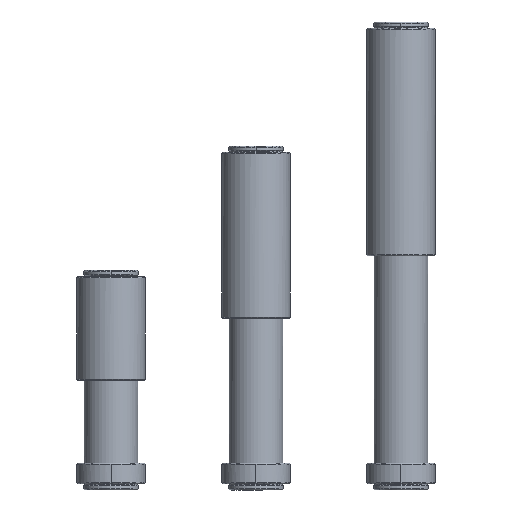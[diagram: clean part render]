
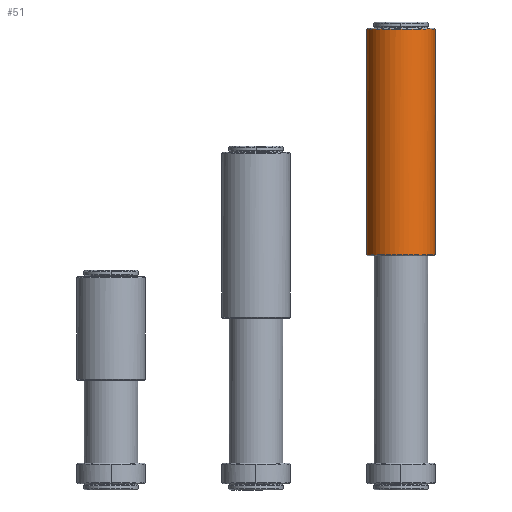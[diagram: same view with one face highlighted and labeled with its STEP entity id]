
A CAD part, left-side view. The second image highlights one B-rep face of the part: STEP entity #51.
In plain terms, the highlighted cylindrical face has radius 16.5 mm (diameter 33 mm), a partial arc.
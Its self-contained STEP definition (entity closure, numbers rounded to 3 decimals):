
#51=ADVANCED_FACE('',(#1905),#31434,.T.);
#1905=FACE_OUTER_BOUND('',#3759,.T.);
#3759=EDGE_LOOP('',(#5653,#5654,#5655,#5656,#5657));
#5653=ORIENTED_EDGE('',*,*,#19206,.T.);
#5654=ORIENTED_EDGE('',*,*,#16701,.T.);
#5655=ORIENTED_EDGE('',*,*,#19214,.T.);
#5656=ORIENTED_EDGE('',*,*,#16702,.F.);
#5657=ORIENTED_EDGE('',*,*,#16700,.T.);
#16700=EDGE_CURVE('',#27751,#27741,#25795,.T.);
#16701=EDGE_CURVE('',#27753,#29433,#25796,.T.);
#16702=EDGE_CURVE('',#27751,#27752,#22222,.T.);
#19206=EDGE_CURVE('',#27741,#27753,#23862,.T.);
#19214=EDGE_CURVE('',#29433,#27752,#26661,.T.);
#22222=B_SPLINE_CURVE_WITH_KNOTS('',1,(#39687,#39688),.UNSPECIFIED.,.F.,
 .F.,(2,2),(11.02,120.02),.UNSPECIFIED.);
#23862=B_SPLINE_CURVE_WITH_KNOTS('',1,(#45946,#45947),.UNSPECIFIED.,.F.,
 .F.,(2,2),(11.02,120.02),.UNSPECIFIED.);
#25795=(
BOUNDED_CURVE()
B_SPLINE_CURVE(2,(#39679,#39680,#39681,#39682,#39683),.UNSPECIFIED.,.F.,
 .F.)
B_SPLINE_CURVE_WITH_KNOTS((3,2,3),(0.,25.918,51.836),
 .UNSPECIFIED.)
CURVE()
GEOMETRIC_REPRESENTATION_ITEM()
RATIONAL_B_SPLINE_CURVE((1.,0.707,1.,0.707,1.))
REPRESENTATION_ITEM('')
);
#25796=(
BOUNDED_CURVE()
B_SPLINE_CURVE(2,(#39684,#39685,#39686),.UNSPECIFIED.,.F.,.F.)
B_SPLINE_CURVE_WITH_KNOTS((3,3),(0.,25.918),.UNSPECIFIED.)
CURVE()
GEOMETRIC_REPRESENTATION_ITEM()
RATIONAL_B_SPLINE_CURVE((1.,0.707,1.))
REPRESENTATION_ITEM('')
);
#26661=(
BOUNDED_CURVE()
B_SPLINE_CURVE(2,(#45991,#45992,#45993),.UNSPECIFIED.,.F.,.F.)
B_SPLINE_CURVE_WITH_KNOTS((3,3),(25.918,51.836),
 .UNSPECIFIED.)
CURVE()
GEOMETRIC_REPRESENTATION_ITEM()
RATIONAL_B_SPLINE_CURVE((1.,0.707,1.))
REPRESENTATION_ITEM('')
);
#27741=VERTEX_POINT('',#37940);
#27751=VERTEX_POINT('',#37950);
#27752=VERTEX_POINT('',#37951);
#27753=VERTEX_POINT('',#37952);
#29433=VERTEX_POINT('',#39632);
#31434=CYLINDRICAL_SURFACE('',#33310,16.5);
#33310=AXIS2_PLACEMENT_3D('',#36914,#35107,$);
#35107=DIRECTION('',(0.,0.,1.));
#36914=CARTESIAN_POINT('',(0.,-70.,168.));
#37940=CARTESIAN_POINT('',(0.,-86.5,113.5));
#37950=CARTESIAN_POINT('',(0.,-53.5,113.5));
#37951=CARTESIAN_POINT('',(0.,-53.5,222.5));
#37952=CARTESIAN_POINT('',(0.,-86.5,222.5));
#39632=CARTESIAN_POINT('',(-16.5,-70.,222.5));
#39679=CARTESIAN_POINT('',(0.,-53.5,113.5));
#39680=CARTESIAN_POINT('',(-16.5,-53.5,113.5));
#39681=CARTESIAN_POINT('',(-16.5,-70.,113.5));
#39682=CARTESIAN_POINT('',(-16.5,-86.5,113.5));
#39683=CARTESIAN_POINT('',(0.,-86.5,113.5));
#39684=CARTESIAN_POINT('',(0.,-86.5,222.5));
#39685=CARTESIAN_POINT('',(-16.5,-86.5,222.5));
#39686=CARTESIAN_POINT('',(-16.5,-70.,222.5));
#39687=CARTESIAN_POINT('',(0.,-53.5,113.5));
#39688=CARTESIAN_POINT('',(0.,-53.5,222.5));
#45946=CARTESIAN_POINT('',(0.,-86.5,113.5));
#45947=CARTESIAN_POINT('',(0.,-86.5,222.5));
#45991=CARTESIAN_POINT('',(-16.5,-70.,222.5));
#45992=CARTESIAN_POINT('',(-16.5,-53.5,222.5));
#45993=CARTESIAN_POINT('',(0.,-53.5,222.5));
